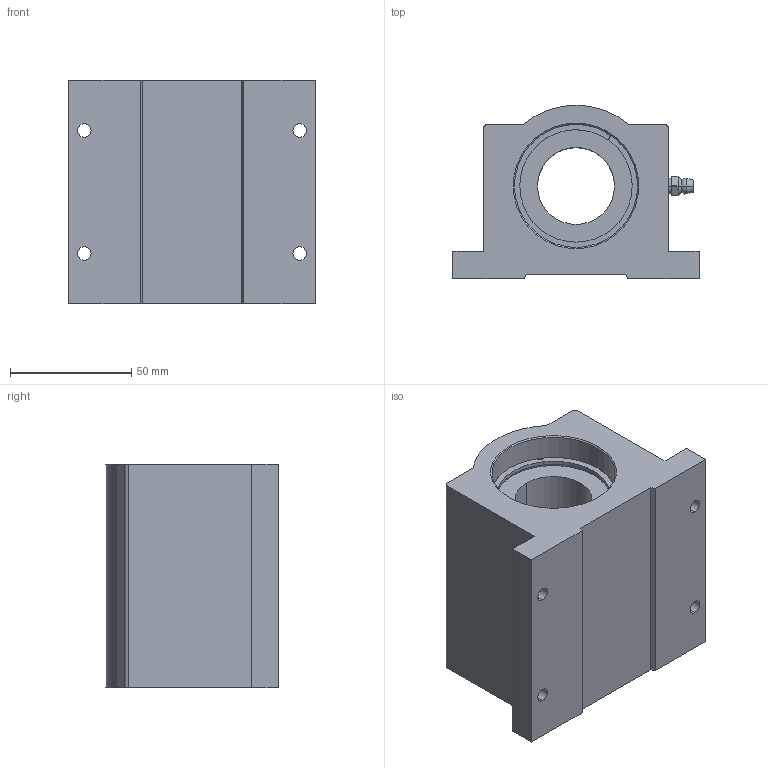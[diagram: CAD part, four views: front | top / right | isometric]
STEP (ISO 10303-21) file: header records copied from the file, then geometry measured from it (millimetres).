
FILE_DESCRIPTION (( 'STEP AP214' ), '1' );
FILE_NAME ('PillowBlock_0D28CF67C6.step', '2023-01-03T14:49:39', ( '' ), ( '' ), 'SwSTEP 2.0', 'SolidWorks 2019', '' );
FILE_SCHEMA (( 'AUTOMOTIVE_DESIGN' ));
Length unit declared in the file: inch
Products named in the file (3): Onjerbx9ym_CADModel_0; PillowBlock_0D28CF67C6
Assembly tree (1 placements, depth 2):
  Onjerbx9ym_CADModel_0
  PillowBlock_0D28CF67C6
    Onjerbx9ym_CADModel_0
Bounding box: 101.6 x 71.32 x 92.08 mm (x, y, z)
Volume: 379725.5 mm3; surface area: 78267.8 mm2
Topology: 5 solids, 5 shells, 180 faces, 437 edges, 283 vertices
Faces by surface type: cylinder 80, plane 76, cone 16, torus 8
Entity records: 7939 total; most frequent: CARTESIAN_POINT 1031, DIRECTION 1002, ORIENTED_EDGE 874, EDGE_CURVE 437, AXIS2_PLACEMENT_3D 388, VERTEX_POINT 283, VECTOR 226, LINE 226
